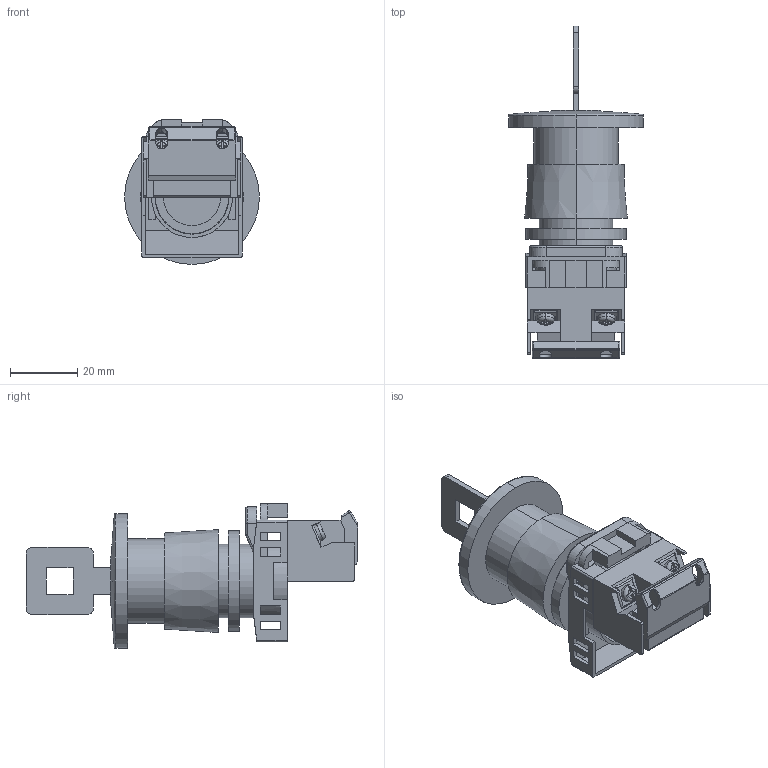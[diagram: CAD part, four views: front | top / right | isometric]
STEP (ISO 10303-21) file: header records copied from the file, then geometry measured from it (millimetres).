
FILE_DESCRIPTION (( 'STEP AP214' ), '1' );
FILE_NAME ('AR22V7R-01R.step', '2017-08-28T20:53:05', ( '' ), ( '' ), 'SwSTEP 2.0', 'SolidWorks 2017', '' );
FILE_SCHEMA (( 'AUTOMOTIVE_DESIGN' ));
Length unit declared in the file: millimetre
Products named in the file (1): AR22V7R-01R
Bounding box: 40 x 98.5 x 43 mm (x, y, z)
Volume: 37644.5 mm3; surface area: 23534.8 mm2
Topology: 13 solids, 13 shells, 324 faces, 864 edges, 564 vertices
Faces by surface type: plane 226, cylinder 76, torus 8, sphere 7, bspline 5, cone 2
Entity records: 10953 total; most frequent: CARTESIAN_POINT 2516, ORIENTED_EDGE 1724, DIRECTION 1540, EDGE_CURVE 862, LINE 618, VECTOR 618, VERTEX_POINT 564, AXIS2_PLACEMENT_3D 461
